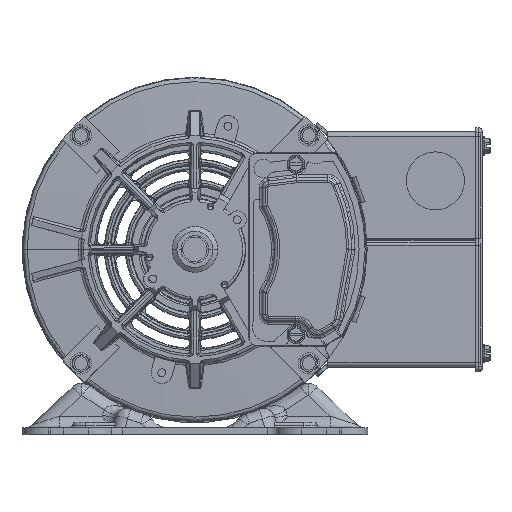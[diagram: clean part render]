
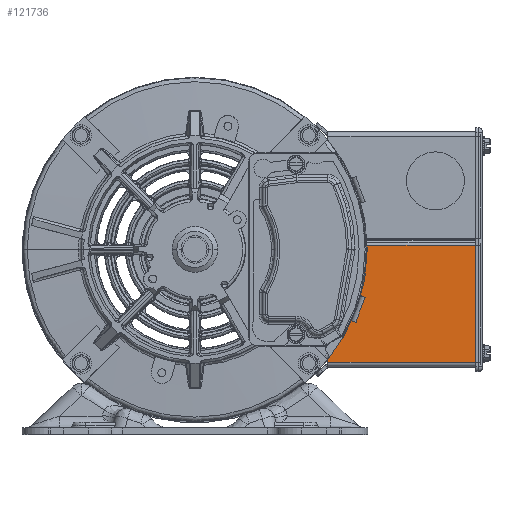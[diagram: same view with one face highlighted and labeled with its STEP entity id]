
A CAD part, top view. The second image highlights one B-rep face of the part: STEP entity #121736.
In plain terms, the highlighted planar face has unit normal (0, 0, 1).
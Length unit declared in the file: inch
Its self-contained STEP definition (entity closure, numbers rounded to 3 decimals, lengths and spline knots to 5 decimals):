
#840 = CARTESIAN_POINT ( 'NONE',  ( 3.02456, -1.37053, 3.80754 ) ) ;
#2148 = EDGE_CURVE ( 'NONE', #58802, #94922, #22168, .T. ) ;
#2788 = CARTESIAN_POINT ( 'NONE',  ( 2.5, -2.15, 3.80754 ) ) ;
#3049 = CARTESIAN_POINT ( 'NONE',  ( 3.20497, -0.90411, 3.80754 ) ) ;
#5091 = EDGE_CURVE ( 'NONE', #62667, #9542, #57275, .T. ) ;
#6831 = CARTESIAN_POINT ( 'NONE',  ( 2.5, -2.12, 3.80754 ) ) ;
#7590 = ORIENTED_EDGE ( 'NONE', *, *, #108389, .T. ) ;
#8337 = CARTESIAN_POINT ( 'NONE',  ( 2.93981, -1.34022, 3.80754 ) ) ;
#9004 = CIRCLE ( 'NONE', #86740, 3.24 ) ;
#9113 = LINE ( 'NONE', #28380, #115845 ) ;
#9542 = VERTEX_POINT ( 'NONE', #3049 ) ;
#9716 = CARTESIAN_POINT ( 'NONE',  ( 2.72208, -2.23083, 3.80754 ) ) ;
#10588 = EDGE_CURVE ( 'NONE', #58802, #123633, #18461, .T. ) ;
#10698 = CARTESIAN_POINT ( 'NONE',  ( 2.5, 0.07644, 3.80754 ) ) ;
#12448 = VECTOR ( 'NONE', #61773, 39.37008 ) ;
#12858 = CARTESIAN_POINT ( 'NONE',  ( 3.2291, 0.07644, 3.80754 ) ) ;
#15183 = DIRECTION ( 'NONE',  ( 0.94, -0.342, 0. ) ) ;
#15745 = CARTESIAN_POINT ( 'NONE',  ( -0.01, 0., 3.80754 ) ) ;
#18461 = LINE ( 'NONE', #78206, #42736 ) ;
#20389 = LINE ( 'NONE', #134099, #23633 ) ;
#21347 = LINE ( 'NONE', #24270, #124805 ) ;
#22168 = LINE ( 'NONE', #104215, #12448 ) ;
#22746 = EDGE_CURVE ( 'NONE', #94922, #60608, #77421, .T. ) ;
#22913 = VERTEX_POINT ( 'NONE', #55903 ) ;
#23633 = VECTOR ( 'NONE', #62334, 39.37008 ) ;
#24270 = CARTESIAN_POINT ( 'NONE',  ( 2.71268, -2.22741, 3.80754 ) ) ;
#24736 = VECTOR ( 'NONE', #46396, 39.37008 ) ;
#26133 = DIRECTION ( 'NONE',  ( 0., -1., 0. ) ) ;
#26637 = CIRCLE ( 'NONE', #115563, 3.24 ) ;
#27708 = CARTESIAN_POINT ( 'NONE',  ( 2.5, -2.15, 3.80754 ) ) ;
#28380 = CARTESIAN_POINT ( 'NONE',  ( 3.11103, -0.86992, 3.80754 ) ) ;
#28592 = CARTESIAN_POINT ( 'NONE',  ( 3.11117, -0.86944, 3.80754 ) ) ;
#28700 = AXIS2_PLACEMENT_3D ( 'NONE', #27708, #91000, #29021 ) ;
#29021 = DIRECTION ( 'NONE',  ( 0., 1., 0. ) ) ;
#29629 = VECTOR ( 'NONE', #82026, 39.37008 ) ;
#30549 = CARTESIAN_POINT ( 'NONE',  ( 5.37, 0.07644, 3.80754 ) ) ;
#33040 = VECTOR ( 'NONE', #85277, 39.37008 ) ;
#34431 = EDGE_CURVE ( 'NONE', #98917, #62667, #115536, .T. ) ;
#34664 = DIRECTION ( 'NONE',  ( -0.342, -0.94, 0. ) ) ;
#41555 = EDGE_CURVE ( 'NONE', #60608, #98917, #26637, .T. ) ;
#41748 = LINE ( 'NONE', #2788, #117715 ) ;
#42736 = VECTOR ( 'NONE', #119280, 39.37008 ) ;
#43331 = EDGE_CURVE ( 'NONE', #57424, #44884, #58742, .T. ) ;
#44884 = VERTEX_POINT ( 'NONE', #76836 ) ;
#46396 = DIRECTION ( 'NONE',  ( 0.94, -0.342, 0. ) ) ;
#46941 = CARTESIAN_POINT ( 'NONE',  ( -0.01, 0., 3.80754 ) ) ;
#51394 = DIRECTION ( 'NONE',  ( -1., 0., 0. ) ) ;
#54170 = ORIENTED_EDGE ( 'NONE', *, *, #2148, .T. ) ;
#54329 = DIRECTION ( 'NONE',  ( 0., -1., 0. ) ) ;
#54489 = CARTESIAN_POINT ( 'NONE',  ( 3.03378, -1.37442, 3.80754 ) ) ;
#55184 = VERTEX_POINT ( 'NONE', #54489 ) ;
#55903 = CARTESIAN_POINT ( 'NONE',  ( 3.19557, -0.90069, 3.80754 ) ) ;
#56006 = CARTESIAN_POINT ( 'NONE',  ( 2.93981, -1.34022, 3.80754 ) ) ;
#57275 = LINE ( 'NONE', #9716, #29629 ) ;
#57365 = DIRECTION ( 'NONE',  ( 0., -1., 0. ) ) ;
#57424 = VERTEX_POINT ( 'NONE', #840 ) ;
#58742 = LINE ( 'NONE', #87491, #24736 ) ;
#58802 = VERTEX_POINT ( 'NONE', #109174 ) ;
#59091 = VECTOR ( 'NONE', #15183, 39.37008 ) ;
#60608 = VERTEX_POINT ( 'NONE', #12858 ) ;
#60955 = ORIENTED_EDGE ( 'NONE', *, *, #61899, .T. ) ;
#61773 = DIRECTION ( 'NONE',  ( 0., 1., 0. ) ) ;
#61899 = EDGE_CURVE ( 'NONE', #9542, #22913, #9113, .T. ) ;
#62078 = EDGE_CURVE ( 'NONE', #55184, #44884, #20389, .T. ) ;
#62334 = DIRECTION ( 'NONE',  ( 0.342, 0.94, 0. ) ) ;
#62667 = VERTEX_POINT ( 'NONE', #109947 ) ;
#63851 = EDGE_CURVE ( 'NONE', #132455, #81526, #9004, .T. ) ;
#72760 = EDGE_CURVE ( 'NONE', #132455, #55184, #110787, .T. ) ;
#74666 = ORIENTED_EDGE ( 'NONE', *, *, #5091, .T. ) ;
#76454 = EDGE_LOOP ( 'NONE', ( #60955, #7590, #120310, #80862, #91283, #79860, #114507, #106116, #54170, #114788, #97489, #99850, #74666 ) ) ;
#76836 = CARTESIAN_POINT ( 'NONE',  ( 3.03395, -1.37395, 3.80754 ) ) ;
#77421 = LINE ( 'NONE', #10698, #104884 ) ;
#78206 = CARTESIAN_POINT ( 'NONE',  ( 2.5, -2.12, 3.80754 ) ) ;
#79860 = ORIENTED_EDGE ( 'NONE', *, *, #63851, .T. ) ;
#80603 = PLANE ( 'NONE',  #28700 ) ;
#80862 = ORIENTED_EDGE ( 'NONE', *, *, #62078, .F. ) ;
#81526 = VERTEX_POINT ( 'NONE', #118701 ) ;
#82026 = DIRECTION ( 'NONE',  ( -0.342, -0.94, 0. ) ) ;
#85277 = DIRECTION ( 'NONE',  ( 0.94, -0.342, 0. ) ) ;
#86740 = AXIS2_PLACEMENT_3D ( 'NONE', #15745, #88035, #26133 ) ;
#87491 = CARTESIAN_POINT ( 'NONE',  ( 2.94002, -1.33976, 3.80754 ) ) ;
#88035 = DIRECTION ( 'NONE',  ( 0., 0., -1. ) ) ;
#91000 = DIRECTION ( 'NONE',  ( 0., 0., -1. ) ) ;
#91283 = ORIENTED_EDGE ( 'NONE', *, *, #72760, .F. ) ;
#94922 = VERTEX_POINT ( 'NONE', #30549 ) ;
#96584 = FACE_OUTER_BOUND ( 'NONE', #76454, .T. ) ;
#97489 = ORIENTED_EDGE ( 'NONE', *, *, #41555, .T. ) ;
#98917 = VERTEX_POINT ( 'NONE', #28592 ) ;
#99850 = ORIENTED_EDGE ( 'NONE', *, *, #34431, .T. ) ;
#100766 = DIRECTION ( 'NONE',  ( -0.94, 0.342, 0. ) ) ;
#104215 = CARTESIAN_POINT ( 'NONE',  ( 5.37, 0.56, 3.80754 ) ) ;
#104884 = VECTOR ( 'NONE', #51394, 39.37008 ) ;
#106116 = ORIENTED_EDGE ( 'NONE', *, *, #10588, .F. ) ;
#108389 = EDGE_CURVE ( 'NONE', #22913, #57424, #21347, .T. ) ;
#109174 = CARTESIAN_POINT ( 'NONE',  ( 5.37, -2.12, 3.80754 ) ) ;
#109947 = CARTESIAN_POINT ( 'NONE',  ( 3.20514, -0.90364, 3.80754 ) ) ;
#110787 = LINE ( 'NONE', #8337, #59091 ) ;
#112126 = EDGE_CURVE ( 'NONE', #81526, #123633, #41748, .T. ) ;
#114507 = ORIENTED_EDGE ( 'NONE', *, *, #112126, .T. ) ;
#114788 = ORIENTED_EDGE ( 'NONE', *, *, #22746, .T. ) ;
#115536 = LINE ( 'NONE', #117325, #33040 ) ;
#115563 = AXIS2_PLACEMENT_3D ( 'NONE', #46941, #119177, #57365 ) ;
#115845 = VECTOR ( 'NONE', #100766, 39.37008 ) ;
#117325 = CARTESIAN_POINT ( 'NONE',  ( 2.98306, -0.82281, 3.80754 ) ) ;
#117715 = VECTOR ( 'NONE', #54329, 39.37008 ) ;
#118701 = CARTESIAN_POINT ( 'NONE',  ( 2.5, -2.04878, 3.80754 ) ) ;
#119177 = DIRECTION ( 'NONE',  ( 0., 0., -1. ) ) ;
#119280 = DIRECTION ( 'NONE',  ( -1., 0., 0. ) ) ;
#120310 = ORIENTED_EDGE ( 'NONE', *, *, #43331, .T. ) ;
#121736 = ADVANCED_FACE ( 'NONE', ( #96584 ), #80603, .F. ) ;
#123633 = VERTEX_POINT ( 'NONE', #6831 ) ;
#124805 = VECTOR ( 'NONE', #34664, 39.37008 ) ;
#132455 = VERTEX_POINT ( 'NONE', #56006 ) ;
#134099 = CARTESIAN_POINT ( 'NONE',  ( 3.03395, -1.37395, 3.80754 ) ) ;
